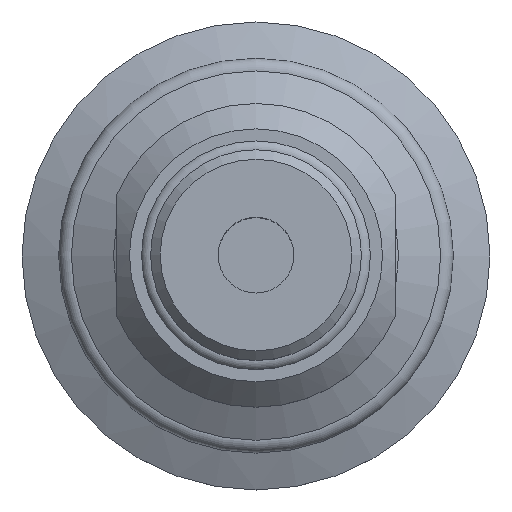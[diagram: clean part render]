
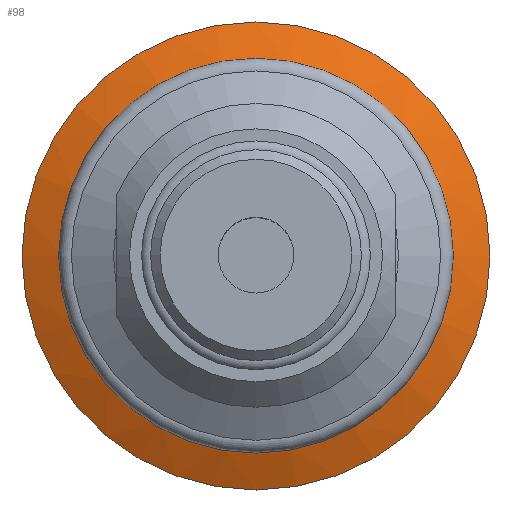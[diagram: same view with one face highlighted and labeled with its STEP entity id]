
A CAD part, top view. The second image highlights one B-rep face of the part: STEP entity #98.
In plain terms, the highlighted conical face has half-angle 66.239 degrees and reference radius 18.5 mm.
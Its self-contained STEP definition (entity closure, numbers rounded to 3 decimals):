
#98 = ADVANCED_FACE( '', ( #185, #186 ), #187, .T. );
#185 = FACE_BOUND( '', #314, .T. );
#186 = FACE_OUTER_BOUND( '', #315, .T. );
#187 = CONICAL_SURFACE( '', #316, 18.5, 1.156 );
#314 = EDGE_LOOP( '', ( #507 ) );
#315 = EDGE_LOOP( '', ( #508 ) );
#316 = AXIS2_PLACEMENT_3D( '', #509, #510, #511 );
#507 = ORIENTED_EDGE( '', *, *, #617, .T. );
#508 = ORIENTED_EDGE( '', *, *, #651, .F. );
#509 = CARTESIAN_POINT( '', ( 0., 0., -4.1 ) );
#510 = DIRECTION( '', ( 0., 0., -1. ) );
#511 = DIRECTION( '', ( -1., 0., 0. ) );
#617 = EDGE_CURVE( '', #669, #669, #670, .T. );
#651 = EDGE_CURVE( '', #733, #733, #734, .T. );
#669 = VERTEX_POINT( '', #800 );
#670 = CIRCLE( '', #801, 12.011 );
#733 = VERTEX_POINT( '', #929 );
#734 = CIRCLE( '', #930, 18.5 );
#800 = CARTESIAN_POINT( '', ( -12.011, 0., -1.243 ) );
#801 = AXIS2_PLACEMENT_3D( '', #961, #962, #963 );
#929 = CARTESIAN_POINT( '', ( -18.5, 0., -4.1 ) );
#930 = AXIS2_PLACEMENT_3D( '', #1042, #1043, #1044 );
#961 = CARTESIAN_POINT( '', ( 0., 0., -1.243 ) );
#962 = DIRECTION( '', ( 0., 0., -1. ) );
#963 = DIRECTION( '', ( -1., 0., 0. ) );
#1042 = CARTESIAN_POINT( '', ( 0., 0., -4.1 ) );
#1043 = DIRECTION( '', ( 0., 0., -1. ) );
#1044 = DIRECTION( '', ( -1., 0., 0. ) );
